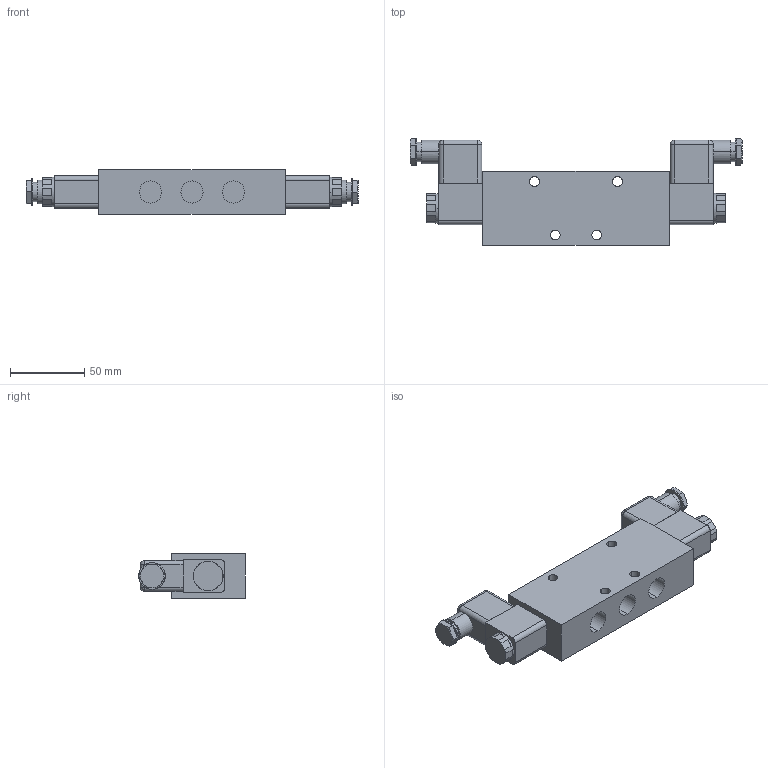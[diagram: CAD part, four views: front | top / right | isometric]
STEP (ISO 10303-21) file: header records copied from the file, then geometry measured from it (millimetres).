
FILE_DESCRIPTION (( 'STEP AP203' ), '1' );
FILE_NAME ('MH.522.101.STEP', '2018-11-21T14:59:45', ( '' ), ( '' ), 'SwSTEP 2.0', 'SolidWorks 2013', '' );
FILE_SCHEMA (( 'CONFIG_CONTROL_DESIGN' ));
Length unit declared in the file: millimetre
Products named in the file (1): MH.522.101
Bounding box: 224 x 72 x 30 mm (x, y, z)
Volume: 256072.2 mm3; surface area: 43248.2 mm2
Topology: 1 solids, 1 shells, 209 faces, 498 edges, 310 vertices
Faces by surface type: plane 119, cylinder 74, cone 8, bspline 8
Entity records: 6299 total; most frequent: CARTESIAN_POINT 1330, DIRECTION 1060, ORIENTED_EDGE 980, EDGE_CURVE 490, AXIS2_PLACEMENT_3D 400, VERTEX_POINT 310, VECTOR 260, LINE 260
